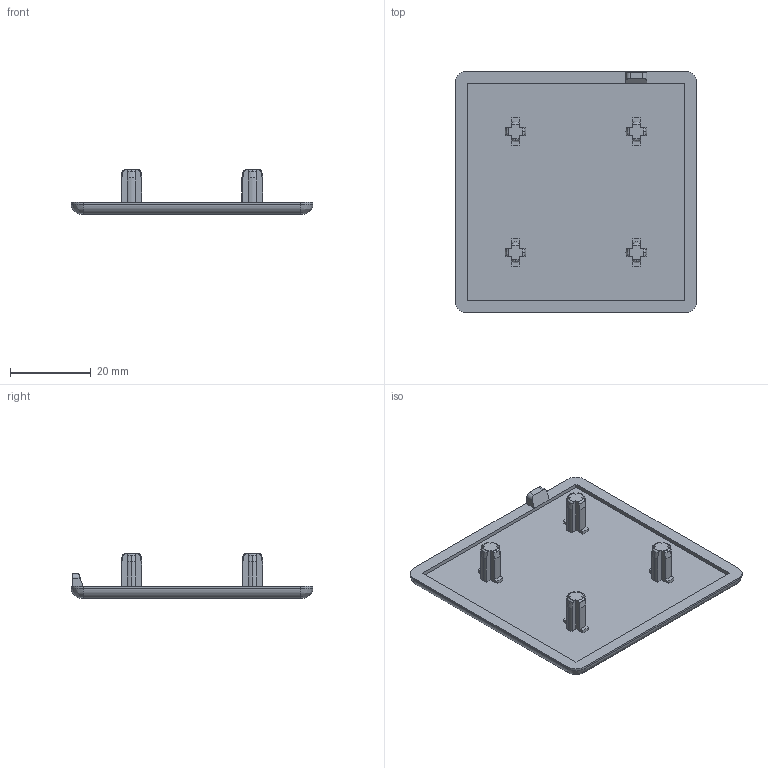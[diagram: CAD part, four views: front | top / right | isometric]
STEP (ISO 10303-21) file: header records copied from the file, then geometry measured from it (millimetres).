
FILE_DESCRIPTION (( 'STEP AP214' ), '1' );
FILE_NAME ('BASE06E2987-Embout 6 60x60, gris.STEP', '2023-03-17T09:21:50', ( '' ), ( '' ), 'SwSTEP 2.0', 'SolidWorks 2021', '' );
FILE_SCHEMA (( 'AUTOMOTIVE_DESIGN' ));
Length unit declared in the file: millimetre
Products named in the file (1): BASE06E2987-Embout 6 60x60, gris
Bounding box: 60 x 60 x 11 mm (x, y, z)
Volume: 8168.3 mm3; surface area: 8569.8 mm2
Topology: 1 solids, 1 shells, 145 faces, 400 edges, 262 vertices
Faces by surface type: plane 60, cylinder 38, bspline 27, cone 20
Entity records: 5167 total; most frequent: CARTESIAN_POINT 1636, ORIENTED_EDGE 800, DIRECTION 653, EDGE_CURVE 400, VERTEX_POINT 262, AXIS2_PLACEMENT_3D 227, LINE 199, VECTOR 199
